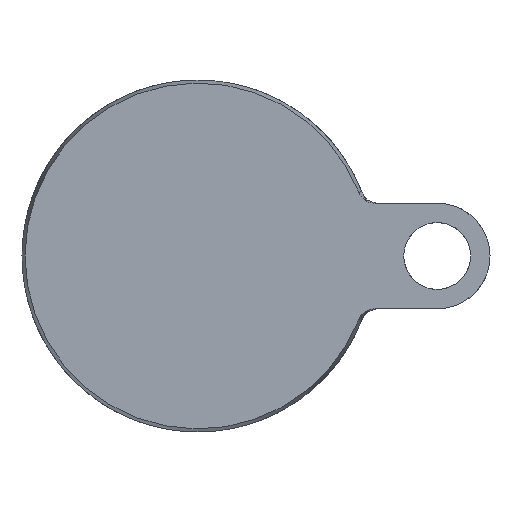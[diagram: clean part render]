
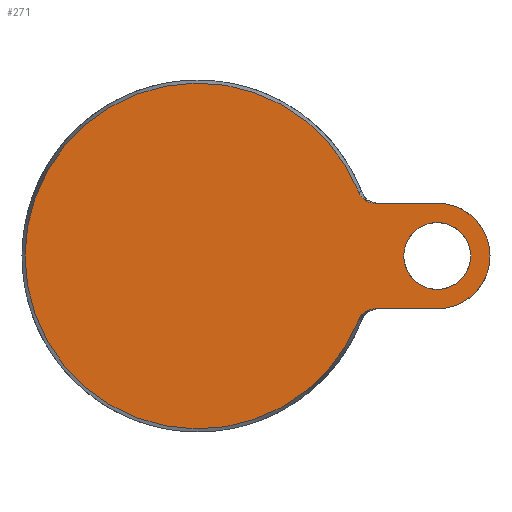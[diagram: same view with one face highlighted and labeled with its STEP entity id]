
A CAD part, front view. The second image highlights one B-rep face of the part: STEP entity #271.
In plain terms, the highlighted planar face has unit normal (0, -1, 0).
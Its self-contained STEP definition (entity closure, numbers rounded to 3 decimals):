
#1 = CARTESIAN_POINT ( 'NONE',  ( 46.751, 0., 16.495 ) ) ;
#10 = VERTEX_POINT ( 'NONE', #203 ) ;
#13 = FACE_OUTER_BOUND ( 'NONE', #1061, .T. ) ;
#18 = ORIENTED_EDGE ( 'NONE', *, *, #831, .F. ) ;
#19 = LINE ( 'NONE', #215, #132 ) ;
#27 = DIRECTION ( 'NONE',  ( 0., 1., 0. ) ) ;
#41 = DIRECTION ( 'NONE',  ( 0., -1., 0. ) ) ;
#46 = CARTESIAN_POINT ( 'NONE',  ( 15., 0., -15. ) ) ;
#68 = CIRCLE ( 'NONE', #541, 15. ) ;
#71 = CARTESIAN_POINT ( 'NONE',  ( 50.366, 0., 15. ) ) ;
#72 = PLANE ( 'NONE',  #807 ) ;
#132 = VECTOR ( 'NONE', #193, 1000. ) ;
#146 = B_SPLINE_CURVE_WITH_KNOTS ( 'NONE', 3,
 ( #445, #802, #374, #1065, #975, #366, #268, #188, #614, #529, #878, #438, #793, #739, #304, #482 ),
 .UNSPECIFIED., .F., .F.,
 ( 4, 2, 2, 2, 2, 2, 2, 4 ),
 ( 0., 0.001, 0.002, 0.003, 0.004, 0.004, 0.005, 0.006 ),
 .UNSPECIFIED. ) ;
#148 = CARTESIAN_POINT ( 'NONE',  ( 68., 0., 9.5 ) ) ;
#149 = VERTEX_POINT ( 'NONE', #570 ) ;
#171 = CARTESIAN_POINT ( 'NONE',  ( 45.848, 0., 17.699 ) ) ;
#188 = CARTESIAN_POINT ( 'NONE',  ( 47.73, 0., -15.726 ) ) ;
#193 = DIRECTION ( 'NONE',  ( 1., 0., 0. ) ) ;
#203 = CARTESIAN_POINT ( 'NONE',  ( 50.366, 0., 15. ) ) ;
#213 = CARTESIAN_POINT ( 'NONE',  ( 68., 0., -15. ) ) ;
#215 = CARTESIAN_POINT ( 'NONE',  ( 15., 0., 15. ) ) ;
#236 = CARTESIAN_POINT ( 'NONE',  ( 50.366, 0., -15. ) ) ;
#251 = CARTESIAN_POINT ( 'NONE',  ( 47.955, 0., 15.598 ) ) ;
#268 = CARTESIAN_POINT ( 'NONE',  ( 47.314, 0., -16.005 ) ) ;
#271 = ADVANCED_FACE ( 'NONE', ( #13, #419 ), #72, .F. ) ;
#272 = EDGE_LOOP ( 'NONE', ( #327 ) ) ;
#291 = DIRECTION ( 'NONE',  ( 0., 0., -1. ) ) ;
#304 = CARTESIAN_POINT ( 'NONE',  ( 50.113, 0., -15. ) ) ;
#327 = ORIENTED_EDGE ( 'NONE', *, *, #451, .T. ) ;
#335 = CARTESIAN_POINT ( 'NONE',  ( 49.366, 0., 15.074 ) ) ;
#366 = CARTESIAN_POINT ( 'NONE',  ( 47.118, 0., -16.16 ) ) ;
#374 = CARTESIAN_POINT ( 'NONE',  ( 46.1, 0., -17.269 ) ) ;
#419 = FACE_BOUND ( 'NONE', #272, .T. ) ;
#420 = VERTEX_POINT ( 'NONE', #213 ) ;
#427 = VERTEX_POINT ( 'NONE', #970 ) ;
#438 = CARTESIAN_POINT ( 'NONE',  ( 49.116, 0., -15.149 ) ) ;
#445 = CARTESIAN_POINT ( 'NONE',  ( 45.66, 0., -18.169 ) ) ;
#450 = DIRECTION ( 'NONE',  ( 0., 0., -1. ) ) ;
#451 = EDGE_CURVE ( 'NONE', #931, #931, #491, .T. ) ;
#468 = ORIENTED_EDGE ( 'NONE', *, *, #519, .F. ) ;
#482 = CARTESIAN_POINT ( 'NONE',  ( 50.366, 0., -15. ) ) ;
#486 = DIRECTION ( 'NONE',  ( -1., 0., 0. ) ) ;
#491 = CIRCLE ( 'NONE', #657, 9.5 ) ;
#512 = CARTESIAN_POINT ( 'NONE',  ( 45.66, 0., 18.169 ) ) ;
#519 = EDGE_CURVE ( 'NONE', #420, #533, #562, .T. ) ;
#529 = CARTESIAN_POINT ( 'NONE',  ( 48.405, 0., -15.385 ) ) ;
#533 = VERTEX_POINT ( 'NONE', #236 ) ;
#534 = CARTESIAN_POINT ( 'NONE',  ( 68., 0., 0. ) ) ;
#538 = CARTESIAN_POINT ( 'NONE',  ( 68., 0., 0. ) ) ;
#541 = AXIS2_PLACEMENT_3D ( 'NONE', #534, #27, #450 ) ;
#562 = LINE ( 'NONE', #46, #981 ) ;
#570 = CARTESIAN_POINT ( 'NONE',  ( 45.66, 0., 18.169 ) ) ;
#597 = CARTESIAN_POINT ( 'NONE',  ( 47.122, 0., 16.157 ) ) ;
#614 = CARTESIAN_POINT ( 'NONE',  ( 47.952, 0., -15.6 ) ) ;
#623 = CARTESIAN_POINT ( 'NONE',  ( 47.322, 0., 16. ) ) ;
#626 = CARTESIAN_POINT ( 'NONE',  ( 48.407, 0., 15.384 ) ) ;
#633 = DIRECTION ( 'NONE',  ( 0., 0., 1. ) ) ;
#637 = CIRCLE ( 'NONE', #852, 49.143 ) ;
#657 = AXIS2_PLACEMENT_3D ( 'NONE', #538, #1068, #633 ) ;
#660 = ORIENTED_EDGE ( 'NONE', *, *, #894, .T. ) ;
#676 = ORIENTED_EDGE ( 'NONE', *, *, #860, .F. ) ;
#693 = CARTESIAN_POINT ( 'NONE',  ( 47.738, 0., 15.721 ) ) ;
#700 = CARTESIAN_POINT ( 'NONE',  ( 49.86, 0., 15. ) ) ;
#708 = VERTEX_POINT ( 'NONE', #1049 ) ;
#727 = CARTESIAN_POINT ( 'NONE',  ( 0., 0., 0. ) ) ;
#728 = EDGE_CURVE ( 'NONE', #708, #533, #146, .T. ) ;
#738 = EDGE_CURVE ( 'NONE', #10, #149, #794, .T. ) ;
#739 = CARTESIAN_POINT ( 'NONE',  ( 49.862, 0., -15.019 ) ) ;
#774 = CARTESIAN_POINT ( 'NONE',  ( -49.143, 0., 0. ) ) ;
#787 = CARTESIAN_POINT ( 'NONE',  ( 46.58, 0., 16.677 ) ) ;
#793 = CARTESIAN_POINT ( 'NONE',  ( 49.363, 0., -15.093 ) ) ;
#794 = B_SPLINE_CURVE_WITH_KNOTS ( 'NONE', 3,
 ( #71, #700, #335, #1051, #626, #251, #693, #623, #597, #1, #787, #961, #171, #512 ),
 .UNSPECIFIED., .F., .F.,
 ( 4, 2, 2, 2, 2, 2, 4 ),
 ( 0., 0.001, 0.002, 0.003, 0.004, 0.004, 0.006 ),
 .UNSPECIFIED. ) ;
#802 = CARTESIAN_POINT ( 'NONE',  ( 45.848, 0., -17.699 ) ) ;
#807 = AXIS2_PLACEMENT_3D ( 'NONE', #774, #1046, #958 ) ;
#812 = ORIENTED_EDGE ( 'NONE', *, *, #738, .T. ) ;
#831 = EDGE_CURVE ( 'NONE', #10, #427, #19, .T. ) ;
#852 = AXIS2_PLACEMENT_3D ( 'NONE', #727, #41, #291 ) ;
#860 = EDGE_CURVE ( 'NONE', #427, #420, #68, .T. ) ;
#878 = CARTESIAN_POINT ( 'NONE',  ( 48.637, 0., -15.295 ) ) ;
#894 = EDGE_CURVE ( 'NONE', #149, #708, #637, .T. ) ;
#931 = VERTEX_POINT ( 'NONE', #148 ) ;
#958 = DIRECTION ( 'NONE',  ( 0., 0., 1. ) ) ;
#961 = CARTESIAN_POINT ( 'NONE',  ( 46.108, 0., 17.258 ) ) ;
#970 = CARTESIAN_POINT ( 'NONE',  ( 68., 0., 15. ) ) ;
#975 = CARTESIAN_POINT ( 'NONE',  ( 46.749, 0., -16.497 ) ) ;
#981 = VECTOR ( 'NONE', #486, 1000. ) ;
#1008 = ORIENTED_EDGE ( 'NONE', *, *, #728, .T. ) ;
#1046 = DIRECTION ( 'NONE',  ( 0., 1., 0. ) ) ;
#1049 = CARTESIAN_POINT ( 'NONE',  ( 45.66, 0., -18.169 ) ) ;
#1051 = CARTESIAN_POINT ( 'NONE',  ( 48.644, 0., 15.292 ) ) ;
#1061 = EDGE_LOOP ( 'NONE', ( #18, #812, #660, #1008, #468, #676 ) ) ;
#1065 = CARTESIAN_POINT ( 'NONE',  ( 46.575, 0., -16.681 ) ) ;
#1068 = DIRECTION ( 'NONE',  ( 0., 1., 0. ) ) ;
